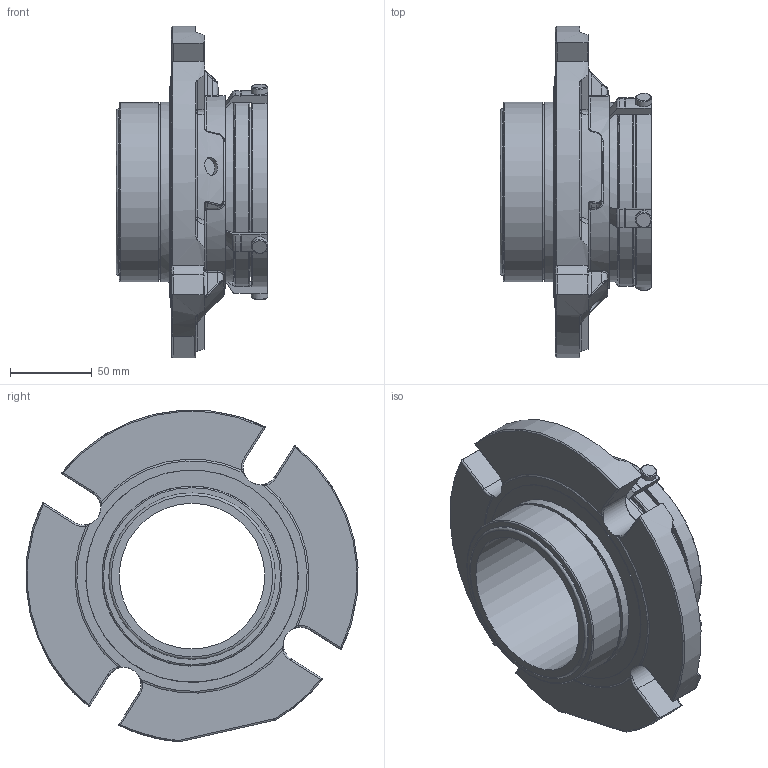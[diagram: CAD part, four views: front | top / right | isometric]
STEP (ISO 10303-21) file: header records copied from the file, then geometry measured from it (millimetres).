
FILE_DESCRIPTION(/* description */ ('Unknown'),/* implementation_level */ '2;1');
FILE_NAME(/* name */ '3.500',/* time_stamp */ '2023-02-08T16:19:25+00:00',/* author */ ('Unknown'),/* organization */ ('Unknown'),/* preprocessor_version */ 'ST-DEVELOPER v16.7',/* originating_system */ 'Solid Edge',/* authorisation */ 'Unknown');
FILE_SCHEMA (('AUTOMOTIVE_DESIGN {1 0 10303 214 3 1 1}'));
Length unit declared in the file: millimetre
Products named in the file (1): 3.500
Bounding box: 92.63 x 202.66 x 202.52 mm (x, y, z)
Volume: 725898.6 mm3; surface area: 123512.1 mm2
Topology: 1 solids, 1 shells, 564 faces, 1431 edges, 905 vertices
Faces by surface type: plane 199, cylinder 150, bspline 91, torus 81, sphere 22, cone 21
Full cylindrical faces by diameter (mm): 2.821 x1, 10 x4, 10.998 x2, 88.9 x1, 101.575 x1, 103.581 x1, 106.553 x1, 109.423 x1, 109.525 x1, 109.855 x1, 115.722 x1, 118 x1, 129.591 x1
Entity records: 19739 total; most frequent: CARTESIAN_POINT 7106, ORIENTED_EDGE 2766, DIRECTION 2384, EDGE_CURVE 1383, AXIS2_PLACEMENT_3D 935, VERTEX_POINT 888, EDGE_LOOP 641, FACE_BOUND 641
